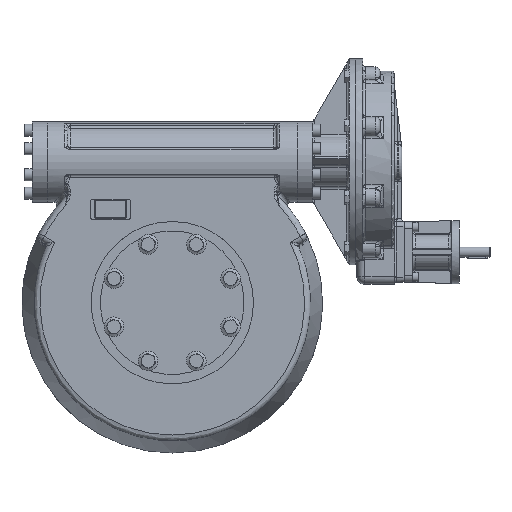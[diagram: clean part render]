
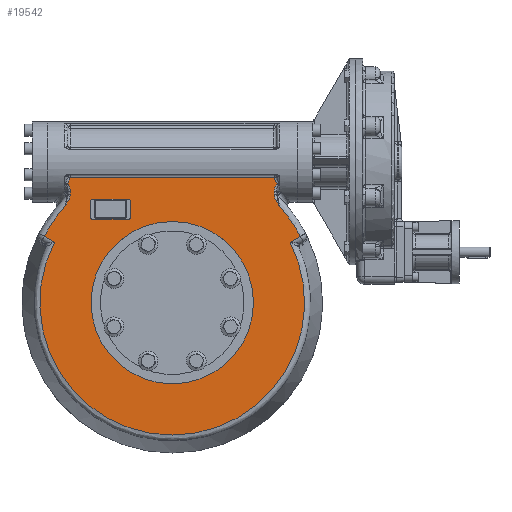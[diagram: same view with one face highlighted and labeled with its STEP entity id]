
A CAD part, top view. The second image highlights one B-rep face of the part: STEP entity #19542.
In plain terms, the highlighted planar face has unit normal (0, 0, 1).
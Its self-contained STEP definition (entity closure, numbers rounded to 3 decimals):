
#754=B_SPLINE_CURVE_WITH_KNOTS('',3,(#50302,#50303,#50304,#50305,#50306,
#50307,#50308,#50309),.UNSPECIFIED.,.F.,.F.,(4,1,1,1,1,4),(0.,0.003,
0.007,0.013,0.02,0.027),
 .UNSPECIFIED.);
#755=B_SPLINE_CURVE_WITH_KNOTS('',3,(#50321,#50322,#50323,#50324,#50325,
#50326,#50327,#50328),.UNSPECIFIED.,.F.,.F.,(4,1,1,1,1,4),(0.,0.003,
0.007,0.013,0.02,0.027),
 .UNSPECIFIED.);
#756=B_SPLINE_CURVE_WITH_KNOTS('',3,(#50332,#50333,#50334,#50335,#50336,
#50337,#50338),.UNSPECIFIED.,.F.,.F.,(4,1,1,1,4),(0.,0.004,
0.009,0.013,0.018),.UNSPECIFIED.);
#757=B_SPLINE_CURVE_WITH_KNOTS('',3,(#50340,#50341,#50342,#50343,#50344,
#50345),.UNSPECIFIED.,.F.,.F.,(4,1,1,4),(0.,0.003,
0.007,0.014),.UNSPECIFIED.);
#758=B_SPLINE_CURVE_WITH_KNOTS('',3,(#50349,#50350,#50351,#50352,#50353,
#50354),.UNSPECIFIED.,.F.,.F.,(4,1,1,4),(0.,0.007,0.01,
0.014),.UNSPECIFIED.);
#759=B_SPLINE_CURVE_WITH_KNOTS('',3,(#50356,#50357,#50358,#50359,#50360,
#50361,#50362,#50363),.UNSPECIFIED.,.F.,.F.,(4,1,1,1,1,4),(0.,0.004,
0.007,0.009,0.013,0.018),
 .UNSPECIFIED.);
#1358=PLANE('',#21609);
#2401=LINE('',#50283,#3472);
#2402=LINE('',#50288,#3473);
#2403=LINE('',#50292,#3474);
#2404=LINE('',#50296,#3475);
#2405=LINE('',#50299,#3476);
#2406=LINE('',#50313,#3477);
#2407=LINE('',#50317,#3478);
#2408=LINE('',#50330,#3479);
#2409=LINE('',#50347,#3480);
#3472=VECTOR('',#26507,1000.);
#3473=VECTOR('',#26510,1000.);
#3474=VECTOR('',#26513,1000.);
#3475=VECTOR('',#26516,1000.);
#3476=VECTOR('',#26519,1000.);
#3477=VECTOR('',#26522,1000.);
#3478=VECTOR('',#26525,1000.);
#3479=VECTOR('',#26528,1000.);
#3480=VECTOR('',#26529,1000.);
#8365=ORIENTED_EDGE('',*,*,#11275,.T.);
#8366=ORIENTED_EDGE('',*,*,#11276,.T.);
#8367=ORIENTED_EDGE('',*,*,#11277,.T.);
#8368=ORIENTED_EDGE('',*,*,#11278,.T.);
#8369=ORIENTED_EDGE('',*,*,#11279,.T.);
#8370=ORIENTED_EDGE('',*,*,#11280,.T.);
#8371=ORIENTED_EDGE('',*,*,#11281,.T.);
#8372=ORIENTED_EDGE('',*,*,#11282,.T.);
#8373=ORIENTED_EDGE('',*,*,#11283,.T.);
#8374=ORIENTED_EDGE('',*,*,#11284,.T.);
#8375=ORIENTED_EDGE('',*,*,#11285,.T.);
#8376=ORIENTED_EDGE('',*,*,#11286,.T.);
#8377=ORIENTED_EDGE('',*,*,#11287,.T.);
#8378=ORIENTED_EDGE('',*,*,#11288,.T.);
#8379=ORIENTED_EDGE('',*,*,#11289,.T.);
#8380=ORIENTED_EDGE('',*,*,#11290,.T.);
#8381=ORIENTED_EDGE('',*,*,#11291,.T.);
#8382=ORIENTED_EDGE('',*,*,#11292,.T.);
#8383=ORIENTED_EDGE('',*,*,#11293,.T.);
#8384=ORIENTED_EDGE('',*,*,#11294,.T.);
#8385=ORIENTED_EDGE('',*,*,#11295,.T.);
#8386=ORIENTED_EDGE('',*,*,#11296,.T.);
#8387=ORIENTED_EDGE('',*,*,#11272,.F.);
#11272=EDGE_CURVE('',#13110,#13110,#14116,.F.);
#11275=EDGE_CURVE('',#13113,#13114,#2401,.T.);
#11276=EDGE_CURVE('',#13114,#13115,#14119,.T.);
#11277=EDGE_CURVE('',#13115,#13116,#2402,.T.);
#11278=EDGE_CURVE('',#13116,#13117,#14120,.T.);
#11279=EDGE_CURVE('',#13117,#13118,#2403,.T.);
#11280=EDGE_CURVE('',#13118,#13119,#14121,.T.);
#11281=EDGE_CURVE('',#13119,#13120,#2404,.T.);
#11282=EDGE_CURVE('',#13120,#13113,#14122,.T.);
#11283=EDGE_CURVE('',#13121,#13122,#2405,.F.);
#11284=EDGE_CURVE('',#13122,#13123,#754,.T.);
#11285=EDGE_CURVE('',#13123,#13124,#14123,.F.);
#11286=EDGE_CURVE('',#13124,#13125,#2406,.T.);
#11287=EDGE_CURVE('',#13125,#13126,#14124,.F.);
#11288=EDGE_CURVE('',#13126,#13127,#2407,.T.);
#11289=EDGE_CURVE('',#13127,#13128,#14125,.F.);
#11290=EDGE_CURVE('',#13128,#13129,#755,.F.);
#11291=EDGE_CURVE('',#13129,#13130,#2408,.F.);
#11292=EDGE_CURVE('',#13130,#13131,#756,.T.);
#11293=EDGE_CURVE('',#13131,#13132,#757,.T.);
#11294=EDGE_CURVE('',#13132,#13133,#2409,.T.);
#11295=EDGE_CURVE('',#13133,#13134,#758,.T.);
#11296=EDGE_CURVE('',#13134,#13121,#759,.T.);
#13110=VERTEX_POINT('',#50276);
#13113=VERTEX_POINT('',#50284);
#13114=VERTEX_POINT('',#50285);
#13115=VERTEX_POINT('',#50287);
#13116=VERTEX_POINT('',#50289);
#13117=VERTEX_POINT('',#50291);
#13118=VERTEX_POINT('',#50293);
#13119=VERTEX_POINT('',#50295);
#13120=VERTEX_POINT('',#50297);
#13121=VERTEX_POINT('',#50300);
#13122=VERTEX_POINT('',#50301);
#13123=VERTEX_POINT('',#50310);
#13124=VERTEX_POINT('',#50312);
#13125=VERTEX_POINT('',#50314);
#13126=VERTEX_POINT('',#50316);
#13127=VERTEX_POINT('',#50318);
#13128=VERTEX_POINT('',#50320);
#13129=VERTEX_POINT('',#50329);
#13130=VERTEX_POINT('',#50331);
#13131=VERTEX_POINT('',#50339);
#13132=VERTEX_POINT('',#50346);
#13133=VERTEX_POINT('',#50348);
#13134=VERTEX_POINT('',#50355);
#14116=CIRCLE('',#21605,161.);
#14119=CIRCLE('',#21610,5.);
#14120=CIRCLE('',#21611,5.);
#14121=CIRCLE('',#21612,5.);
#14122=CIRCLE('',#21613,5.);
#14123=CIRCLE('',#21614,286.);
#14124=CIRCLE('',#21615,262.558);
#14125=CIRCLE('',#21616,286.);
#15466=EDGE_LOOP('',(#8365,#8366,#8367,#8368,#8369,#8370,#8371,#8372));
#15467=EDGE_LOOP('',(#8373,#8374,#8375,#8376,#8377,#8378,#8379,#8380,#8381,
#8382,#8383,#8384,#8385,#8386));
#15468=EDGE_LOOP('',(#8387));
#16831=FACE_BOUND('',#15466,.T.);
#16832=FACE_BOUND('',#15467,.T.);
#16833=FACE_BOUND('',#15468,.T.);
#19542=ADVANCED_FACE('',(#16831,#16832,#16833),#1358,.F.);
#21605=AXIS2_PLACEMENT_3D('',#50275,#26497,#26498);
#21609=AXIS2_PLACEMENT_3D('',#50282,#26505,#26506);
#21610=AXIS2_PLACEMENT_3D('',#50286,#26508,#26509);
#21611=AXIS2_PLACEMENT_3D('',#50290,#26511,#26512);
#21612=AXIS2_PLACEMENT_3D('',#50294,#26514,#26515);
#21613=AXIS2_PLACEMENT_3D('',#50298,#26517,#26518);
#21614=AXIS2_PLACEMENT_3D('',#50311,#26520,#26521);
#21615=AXIS2_PLACEMENT_3D('',#50315,#26523,#26524);
#21616=AXIS2_PLACEMENT_3D('',#50319,#26526,#26527);
#26497=DIRECTION('',(0.,0.,-1.));
#26498=DIRECTION('',(-1.,0.,0.));
#26505=DIRECTION('',(0.,0.,-1.));
#26506=DIRECTION('',(-1.,0.,0.));
#26507=DIRECTION('',(0.,1.,0.));
#26508=DIRECTION('',(0.,0.,-1.));
#26509=DIRECTION('',(1.,0.,0.));
#26510=DIRECTION('',(1.,0.,0.));
#26511=DIRECTION('',(0.,0.,-1.));
#26512=DIRECTION('',(-1.,0.,0.));
#26513=DIRECTION('',(0.,-1.,0.));
#26514=DIRECTION('',(0.,0.,-1.));
#26515=DIRECTION('',(1.,0.,0.));
#26516=DIRECTION('',(-1.,0.,0.));
#26517=DIRECTION('',(0.,0.,-1.));
#26518=DIRECTION('',(1.,0.,0.));
#26519=DIRECTION('',(0.,1.,0.));
#26520=DIRECTION('',(0.,0.,-1.));
#26521=DIRECTION('',(-1.,0.,0.));
#26522=DIRECTION('',(0.866,-0.5,0.));
#26523=DIRECTION('',(0.,0.,-1.));
#26524=DIRECTION('',(-1.,0.,0.));
#26525=DIRECTION('',(0.866,0.5,0.));
#26526=DIRECTION('',(0.,0.,-1.));
#26527=DIRECTION('',(-1.,0.,0.));
#26528=DIRECTION('',(0.,-1.,0.));
#26529=DIRECTION('',(-1.,0.,0.));
#50275=CARTESIAN_POINT('',(0.,0.,67.5));
#50276=CARTESIAN_POINT('',(-161.,0.,67.5));
#50282=CARTESIAN_POINT('',(0.,0.,67.5));
#50283=CARTESIAN_POINT('',(-162.5,170.,67.5));
#50284=CARTESIAN_POINT('',(-162.5,170.,67.5));
#50285=CARTESIAN_POINT('',(-162.5,200.,67.5));
#50286=CARTESIAN_POINT('',(-157.5,200.,67.5));
#50287=CARTESIAN_POINT('',(-157.5,205.,67.5));
#50288=CARTESIAN_POINT('',(-157.5,205.,67.5));
#50289=CARTESIAN_POINT('',(-87.5,205.,67.5));
#50290=CARTESIAN_POINT('',(-87.5,200.,67.5));
#50291=CARTESIAN_POINT('',(-82.5,200.,67.5));
#50292=CARTESIAN_POINT('',(-82.5,200.,67.5));
#50293=CARTESIAN_POINT('',(-82.5,170.,67.5));
#50294=CARTESIAN_POINT('',(-87.5,170.,67.5));
#50295=CARTESIAN_POINT('',(-87.5,165.,67.5));
#50296=CARTESIAN_POINT('',(-87.5,165.,67.5));
#50297=CARTESIAN_POINT('',(-157.5,165.,67.5));
#50298=CARTESIAN_POINT('',(-157.5,170.,67.5));
#50299=CARTESIAN_POINT('',(-202.,0.,67.5));
#50300=CARTESIAN_POINT('',(-202.,220.376,67.5));
#50301=CARTESIAN_POINT('',(-202.,214.913,67.5));
#50302=CARTESIAN_POINT('',(-202.,214.913,67.5));
#50303=CARTESIAN_POINT('',(-202.,213.778,67.5));
#50304=CARTESIAN_POINT('',(-202.255,211.554,67.5));
#50305=CARTESIAN_POINT('',(-203.556,207.208,67.5));
#50306=CARTESIAN_POINT('',(-206.058,202.251,67.5));
#50307=CARTESIAN_POINT('',(-209.495,196.527,67.5));
#50308=CARTESIAN_POINT('',(-211.832,192.769,67.5));
#50309=CARTESIAN_POINT('',(-213.,190.859,67.5));
#50310=CARTESIAN_POINT('',(-213.,190.859,67.5));
#50311=CARTESIAN_POINT('',(0.,0.,67.5));
#50312=CARTESIAN_POINT('',(-253.927,131.594,67.5));
#50313=CARTESIAN_POINT('',(-240.801,124.015,67.5));
#50314=CARTESIAN_POINT('',(-233.603,119.86,67.5));
#50315=CARTESIAN_POINT('',(0.,0.,67.5));
#50316=CARTESIAN_POINT('',(233.603,119.86,67.5));
#50317=CARTESIAN_POINT('',(263.666,137.216,67.5));
#50318=CARTESIAN_POINT('',(253.927,131.594,67.5));
#50319=CARTESIAN_POINT('',(0.,0.,67.5));
#50320=CARTESIAN_POINT('',(213.,190.859,67.5));
#50321=CARTESIAN_POINT('',(202.,214.913,67.5));
#50322=CARTESIAN_POINT('',(202.,213.778,67.5));
#50323=CARTESIAN_POINT('',(202.255,211.554,67.5));
#50324=CARTESIAN_POINT('',(203.556,207.208,67.5));
#50325=CARTESIAN_POINT('',(206.058,202.251,67.5));
#50326=CARTESIAN_POINT('',(209.495,196.527,67.5));
#50327=CARTESIAN_POINT('',(211.832,192.769,67.5));
#50328=CARTESIAN_POINT('',(213.,190.859,67.5));
#50329=CARTESIAN_POINT('',(202.,214.913,67.5));
#50330=CARTESIAN_POINT('',(202.,0.,67.5));
#50331=CARTESIAN_POINT('',(202.,220.376,67.5));
#50332=CARTESIAN_POINT('',(202.,220.376,67.5));
#50333=CARTESIAN_POINT('',(202.,221.877,67.5));
#50334=CARTESIAN_POINT('',(202.282,224.824,67.5));
#50335=CARTESIAN_POINT('',(203.488,229.159,67.5));
#50336=CARTESIAN_POINT('',(205.484,233.172,67.5));
#50337=CARTESIAN_POINT('',(207.447,235.478,67.5));
#50338=CARTESIAN_POINT('',(208.65,236.391,67.5));
#50339=CARTESIAN_POINT('',(208.65,236.391,67.5));
#50340=CARTESIAN_POINT('',(208.65,236.391,67.5));
#50341=CARTESIAN_POINT('',(207.725,237.103,67.5));
#50342=CARTESIAN_POINT('',(206.183,238.815,67.5));
#50343=CARTESIAN_POINT('',(203.922,242.884,67.5));
#50344=CARTESIAN_POINT('',(202.96,246.191,67.5));
#50345=CARTESIAN_POINT('',(202.478,248.45,67.5));
#50346=CARTESIAN_POINT('',(202.478,248.45,67.5));
#50347=CARTESIAN_POINT('',(0.,248.45,67.5));
#50348=CARTESIAN_POINT('',(-202.478,248.45,67.5));
#50349=CARTESIAN_POINT('',(-202.478,248.45,67.5));
#50350=CARTESIAN_POINT('',(-202.959,246.194,67.5));
#50351=CARTESIAN_POINT('',(-203.922,242.889,67.5));
#50352=CARTESIAN_POINT('',(-206.17,238.831,67.5));
#50353=CARTESIAN_POINT('',(-207.729,237.1,67.5));
#50354=CARTESIAN_POINT('',(-208.65,236.391,67.5));
#50355=CARTESIAN_POINT('',(-208.65,236.391,67.5));
#50356=CARTESIAN_POINT('',(-208.65,236.391,67.5));
#50357=CARTESIAN_POINT('',(-207.445,235.477,67.5));
#50358=CARTESIAN_POINT('',(-205.992,233.775,67.5));
#50359=CARTESIAN_POINT('',(-204.49,231.171,67.5));
#50360=CARTESIAN_POINT('',(-203.297,228.464,67.5));
#50361=CARTESIAN_POINT('',(-202.283,224.841,67.5));
#50362=CARTESIAN_POINT('',(-202.,221.876,67.5));
#50363=CARTESIAN_POINT('',(-202.,220.376,67.5));
